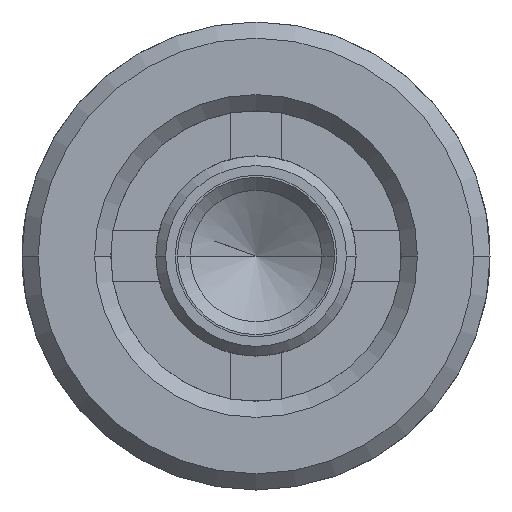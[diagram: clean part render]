
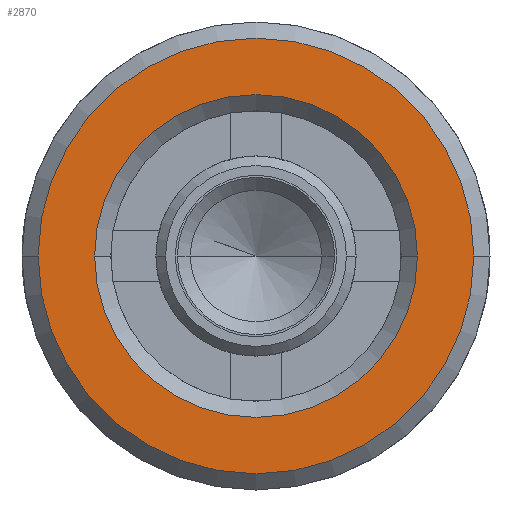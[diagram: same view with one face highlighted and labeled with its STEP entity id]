
A CAD part, left-side view. The second image highlights one B-rep face of the part: STEP entity #2870.
In plain terms, the highlighted planar face has unit normal (-1, 0, 0).
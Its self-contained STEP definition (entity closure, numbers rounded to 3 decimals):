
#592=CARTESIAN_POINT('',(0.,0.,0.));
#593=DIRECTION('',(1.,0.,0.));
#594=DIRECTION('',(0.,1.,0.));
#595=AXIS2_PLACEMENT_3D('',#592,#593,#594);
#612=CARTESIAN_POINT('',(0.,0.,0.));
#613=DIRECTION('',(-1.,0.,0.));
#614=DIRECTION('',(0.,1.,0.));
#615=AXIS2_PLACEMENT_3D('',#612,#613,#614);
#974=CARTESIAN_POINT('',(0.,0.,0.));
#975=DIRECTION('',(-1.,0.,0.));
#976=DIRECTION('',(0.,1.,0.));
#977=AXIS2_PLACEMENT_3D('',#974,#975,#976);
#992=CARTESIAN_POINT('',(0.,0.,0.));
#993=DIRECTION('',(-1.,0.,0.));
#994=DIRECTION('',(0.,-1.,0.));
#995=AXIS2_PLACEMENT_3D('',#992,#993,#994);
#1838=CARTESIAN_POINT('',(0.,6.75,0.));
#1839=CARTESIAN_POINT('',(0.,-6.75,0.));
#1840=VERTEX_POINT('',#1838);
#1841=VERTEX_POINT('',#1839);
#1846=CARTESIAN_POINT('',(0.,-5.,0.));
#1847=CARTESIAN_POINT('',(0.,5.,0.));
#1848=VERTEX_POINT('',#1846);
#1849=VERTEX_POINT('',#1847);
#2854=CARTESIAN_POINT('',(0.,0.,0.));
#2855=DIRECTION('',(1.,0.,0.));
#2856=DIRECTION('',(0.,-1.,0.));
#2857=AXIS2_PLACEMENT_3D('',#2854,#2855,#2856);
#2858=PLANE('',#2857);
#2860=ORIENTED_EDGE('',*,*,#2859,.F.);
#2861=ORIENTED_EDGE('',*,*,#2837,.T.);
#2862=EDGE_LOOP('',(#2860,#2861));
#2863=FACE_OUTER_BOUND('',#2862,.F.);
#2865=ORIENTED_EDGE('',*,*,#2864,.T.);
#2867=ORIENTED_EDGE('',*,*,#2866,.T.);
#2868=EDGE_LOOP('',(#2865,#2867));
#2869=FACE_BOUND('',#2868,.F.);
#2870=ADVANCED_FACE('',(#2863,#2869),#2858,.F.);
#596=CIRCLE('',#595,6.75);
#616=CIRCLE('',#615,6.75);
#978=CIRCLE('',#977,5.);
#996=CIRCLE('',#995,5.);
#2837=EDGE_CURVE('',#1840,#1841,#596,.T.);
#2859=EDGE_CURVE('',#1840,#1841,#616,.T.);
#2864=EDGE_CURVE('',#1849,#1848,#978,.T.);
#2866=EDGE_CURVE('',#1848,#1849,#996,.T.);
